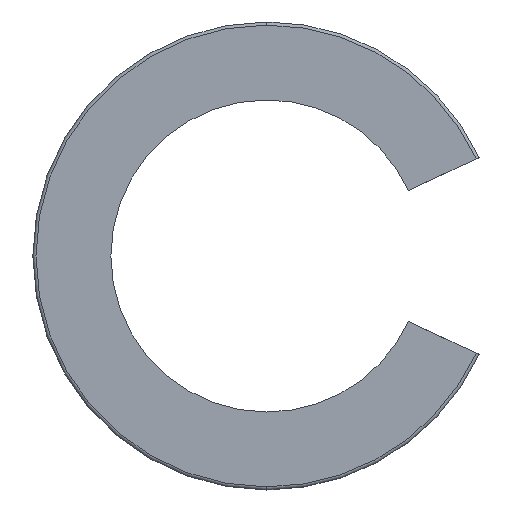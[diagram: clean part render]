
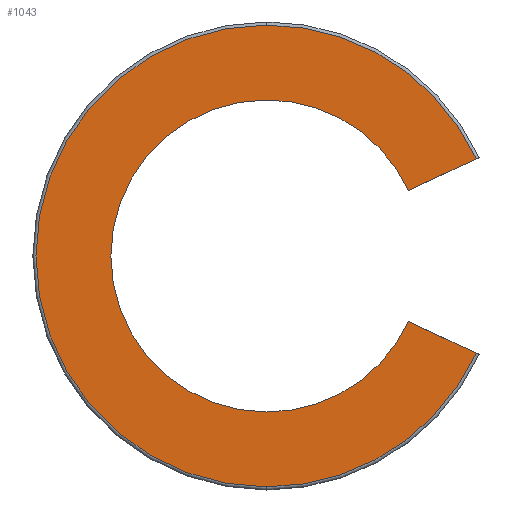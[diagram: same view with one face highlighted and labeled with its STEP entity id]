
A CAD part, left-side view. The second image highlights one B-rep face of the part: STEP entity #1043.
In plain terms, the highlighted planar face has unit normal (-1, 0, 0).
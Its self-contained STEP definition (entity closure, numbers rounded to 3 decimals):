
#9 = EDGE_CURVE ( 'NONE', #636, #640, #225, .T. ) ;
#10 = EDGE_CURVE ( 'NONE', #625, #572, #223, .T. ) ;
#15 = EDGE_CURVE ( 'NONE', #824, #636, #214, .T. ) ;
#25 = AXIS2_PLACEMENT_3D ( 'NONE', #684, #823, #650 ) ;
#67 = DIRECTION ( 'NONE',  ( 0., 0., -1. ) ) ;
#71 = DIRECTION ( 'NONE',  ( 1., 0., 0. ) ) ;
#78 = PLANE ( 'NONE',  #1088 ) ;
#126 = CARTESIAN_POINT ( 'NONE',  ( -50., 25., 0. ) ) ;
#154 = AXIS2_PLACEMENT_3D ( 'NONE', #662, #613, #614 ) ;
#174 = EDGE_CURVE ( 'NONE', #725, #824, #956, .T. ) ;
#178 = EDGE_CURVE ( 'NONE', #665, #725, #959, .T. ) ;
#181 = EDGE_CURVE ( 'NONE', #640, #572, #950, .T. ) ;
#184 = EDGE_CURVE ( 'NONE', #665, #827, #945, .T. ) ;
#214 = CIRCLE ( 'NONE', #1013, 25. ) ;
#223 = CIRCLE ( 'NONE', #1012, 37. ) ;
#225 = CIRCLE ( 'NONE', #1014, 25. ) ;
#236 = ORIENTED_EDGE ( 'NONE', *, *, #184, .T. ) ;
#394 = EDGE_LOOP ( 'NONE', ( #236, #550, #546, #536, #552, #548, #544, #395 ) ) ;
#395 = ORIENTED_EDGE ( 'NONE', *, *, #178, .F. ) ;
#411 = EDGE_CURVE ( 'NONE', #827, #625, #938, .T. ) ;
#421 = CARTESIAN_POINT ( 'NONE',  ( -50., -33.564, -15.571 ) ) ;
#477 = CARTESIAN_POINT ( 'NONE',  ( -50., 0., 37. ) ) ;
#479 = CARTESIAN_POINT ( 'NONE',  ( -50., 0., 25. ) ) ;
#490 = CARTESIAN_POINT ( 'NONE',  ( -50., -22.688, 10.5 ) ) ;
#495 = CARTESIAN_POINT ( 'NONE',  ( -50., -33.564, 15.571 ) ) ;
#502 = DIRECTION ( 'NONE',  ( 0., 0., -1. ) ) ;
#504 = DIRECTION ( 'NONE',  ( -1., 0., 0. ) ) ;
#508 = CARTESIAN_POINT ( 'NONE',  ( -50., -22.688, -10.5 ) ) ;
#511 = CARTESIAN_POINT ( 'NONE',  ( -50., 0., -25. ) ) ;
#512 = CARTESIAN_POINT ( 'NONE',  ( -50., 0., -37. ) ) ;
#536 = ORIENTED_EDGE ( 'NONE', *, *, #181, .F. ) ;
#544 = ORIENTED_EDGE ( 'NONE', *, *, #174, .F. ) ;
#546 = ORIENTED_EDGE ( 'NONE', *, *, #10, .T. ) ;
#548 = ORIENTED_EDGE ( 'NONE', *, *, #15, .F. ) ;
#550 = ORIENTED_EDGE ( 'NONE', *, *, #411, .T. ) ;
#552 = ORIENTED_EDGE ( 'NONE', *, *, #9, .F. ) ;
#565 = CARTESIAN_POINT ( 'NONE',  ( -50., 0., 0. ) ) ;
#572 = VERTEX_POINT ( 'NONE', #421 ) ;
#613 = DIRECTION ( 'NONE',  ( -1., 0., 0. ) ) ;
#614 = DIRECTION ( 'NONE',  ( 0., 0., -1. ) ) ;
#625 = VERTEX_POINT ( 'NONE', #512 ) ;
#631 = CARTESIAN_POINT ( 'NONE',  ( -50., -22.688, -10.5 ) ) ;
#633 = CARTESIAN_POINT ( 'NONE',  ( -50., 0., 0. ) ) ;
#635 = DIRECTION ( 'NONE',  ( -1., 0., 0. ) ) ;
#636 = VERTEX_POINT ( 'NONE', #511 ) ;
#640 = VERTEX_POINT ( 'NONE', #508 ) ;
#644 = DIRECTION ( 'NONE',  ( 0., 0., -1. ) ) ;
#650 = DIRECTION ( 'NONE',  ( 0., 0., 1. ) ) ;
#652 = DIRECTION ( 'NONE',  ( -1., 0., 0. ) ) ;
#653 = CARTESIAN_POINT ( 'NONE',  ( -50., 0., 0. ) ) ;
#654 = DIRECTION ( 'NONE',  ( 0., 0., 1. ) ) ;
#657 = DIRECTION ( 'NONE',  ( 0., 0., 1. ) ) ;
#662 = CARTESIAN_POINT ( 'NONE',  ( -50., 0., 0. ) ) ;
#665 = VERTEX_POINT ( 'NONE', #495 ) ;
#667 = DIRECTION ( 'NONE',  ( 0., -0.906, -0.423 ) ) ;
#669 = DIRECTION ( 'NONE',  ( 0., 0.906, -0.423 ) ) ;
#684 = CARTESIAN_POINT ( 'NONE',  ( -50., 0., 0. ) ) ;
#725 = VERTEX_POINT ( 'NONE', #490 ) ;
#732 = CARTESIAN_POINT ( 'NONE',  ( -50., 0., 0. ) ) ;
#755 = DIRECTION ( 'NONE',  ( -1., 0., 0. ) ) ;
#818 = CARTESIAN_POINT ( 'NONE',  ( -50., -22.688, 10.5 ) ) ;
#823 = DIRECTION ( 'NONE',  ( -1., 0., 0. ) ) ;
#824 = VERTEX_POINT ( 'NONE', #479 ) ;
#827 = VERTEX_POINT ( 'NONE', #477 ) ;
#903 = FACE_OUTER_BOUND ( 'NONE', #394, .T. ) ;
#938 = CIRCLE ( 'NONE', #1063, 37. ) ;
#945 = CIRCLE ( 'NONE', #154, 37. ) ;
#949 = VECTOR ( 'NONE', #667, 1000. ) ;
#950 = LINE ( 'NONE', #631, #949 ) ;
#955 = VECTOR ( 'NONE', #669, 1000. ) ;
#956 = CIRCLE ( 'NONE', #25, 25. ) ;
#959 = LINE ( 'NONE', #818, #955 ) ;
#1012 = AXIS2_PLACEMENT_3D ( 'NONE', #653, #652, #644 ) ;
#1013 = AXIS2_PLACEMENT_3D ( 'NONE', #633, #635, #657 ) ;
#1014 = AXIS2_PLACEMENT_3D ( 'NONE', #732, #755, #654 ) ;
#1043 = ADVANCED_FACE ( 'NONE', ( #903 ), #78, .F. ) ;
#1063 = AXIS2_PLACEMENT_3D ( 'NONE', #565, #504, #502 ) ;
#1088 = AXIS2_PLACEMENT_3D ( 'NONE', #126, #71, #67 ) ;
